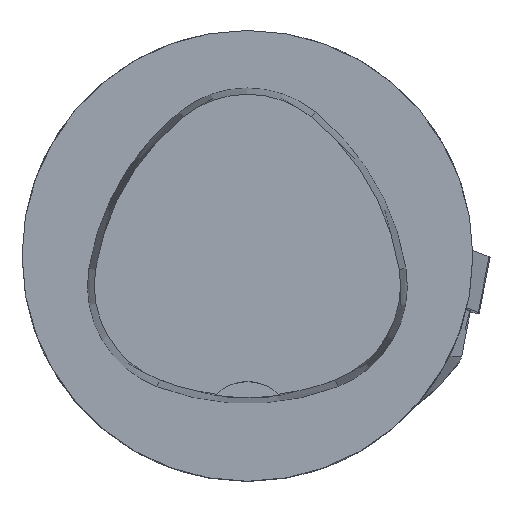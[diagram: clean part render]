
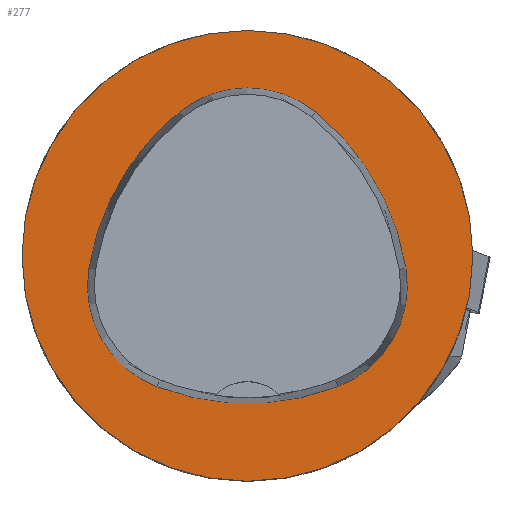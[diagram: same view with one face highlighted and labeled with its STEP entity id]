
A CAD part, top view. The second image highlights one B-rep face of the part: STEP entity #277.
In plain terms, the highlighted planar face has unit normal (0, 0, 1).
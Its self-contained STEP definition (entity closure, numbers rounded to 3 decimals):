
#277=ADVANCED_FACE('',(#691,#692),#351,.T.);
#351=PLANE('',#1889);
#691=FACE_BOUND('',#743,.T.);
#692=FACE_BOUND('',#744,.T.);
#743=EDGE_LOOP('',(#1010,#1011,#1012,#1013,#1014,#1015));
#744=EDGE_LOOP('',(#1016));
#1010=ORIENTED_EDGE('',*,*,#1572,.F.);
#1011=ORIENTED_EDGE('',*,*,#1567,.F.);
#1012=ORIENTED_EDGE('',*,*,#1562,.F.);
#1013=ORIENTED_EDGE('',*,*,#1559,.F.);
#1014=ORIENTED_EDGE('',*,*,#1556,.F.);
#1015=ORIENTED_EDGE('',*,*,#1552,.F.);
#1016=ORIENTED_EDGE('',*,*,#1543,.T.);
#1361=VERTEX_POINT('',#2820);
#1370=VERTEX_POINT('',#2839);
#1371=VERTEX_POINT('',#2840);
#1374=VERTEX_POINT('',#2848);
#1376=VERTEX_POINT('',#2854);
#1378=VERTEX_POINT('',#2860);
#1382=VERTEX_POINT('',#2873);
#1543=EDGE_CURVE('',#1361,#1361,#1692,.T.);
#1552=EDGE_CURVE('',#1370,#1371,#1693,.T.);
#1556=EDGE_CURVE('',#1371,#1374,#1695,.T.);
#1559=EDGE_CURVE('',#1374,#1376,#1697,.T.);
#1562=EDGE_CURVE('',#1376,#1378,#1699,.T.);
#1567=EDGE_CURVE('',#1378,#1382,#1702,.T.);
#1572=EDGE_CURVE('',#1382,#1370,#1705,.T.);
#1692=CIRCLE('',#1861,25.);
#1693=CIRCLE('',#1867,28.);
#1695=CIRCLE('',#1870,12.);
#1697=CIRCLE('',#1873,28.);
#1699=CIRCLE('',#1876,12.);
#1702=CIRCLE('',#1880,28.);
#1705=CIRCLE('',#1884,12.);
#1861=AXIS2_PLACEMENT_3D('',#2819,#2178,#2179);
#1867=AXIS2_PLACEMENT_3D('',#2838,#2194,#2195);
#1870=AXIS2_PLACEMENT_3D('',#2847,#2202,#2203);
#1873=AXIS2_PLACEMENT_3D('',#2853,#2209,#2210);
#1876=AXIS2_PLACEMENT_3D('',#2859,#2216,#2217);
#1880=AXIS2_PLACEMENT_3D('',#2872,#2225,#2226);
#1884=AXIS2_PLACEMENT_3D('',#2885,#2234,#2235);
#1889=AXIS2_PLACEMENT_3D('',#2890,#2244,#2245);
#2178=DIRECTION('',(0.,0.,1.));
#2179=DIRECTION('',(1.,0.,0.));
#2194=DIRECTION('',(0.,0.,1.));
#2195=DIRECTION('',(1.,0.,0.));
#2202=DIRECTION('',(0.,0.,1.));
#2203=DIRECTION('',(1.,0.,0.));
#2209=DIRECTION('',(0.,0.,1.));
#2210=DIRECTION('',(1.,0.,0.));
#2216=DIRECTION('',(0.,0.,1.));
#2217=DIRECTION('',(1.,0.,0.));
#2225=DIRECTION('',(0.,0.,1.));
#2226=DIRECTION('',(1.,0.,0.));
#2234=DIRECTION('',(0.,0.,1.));
#2235=DIRECTION('',(1.,0.,0.));
#2244=DIRECTION('',(0.,0.,1.));
#2245=DIRECTION('',(-1.,0.,0.));
#2819=CARTESIAN_POINT('',(0.,0.,0.));
#2820=CARTESIAN_POINT('',(25.,0.,0.));
#2838=CARTESIAN_POINT('',(-10.068,-5.824,0.));
#2839=CARTESIAN_POINT('',(17.584,-1.424,0.));
#2840=CARTESIAN_POINT('',(7.531,15.953,0.));
#2847=CARTESIAN_POINT('',(-0.011,6.62,0.));
#2848=CARTESIAN_POINT('',(-7.567,15.942,0.));
#2853=CARTESIAN_POINT('',(10.063,-5.81,0.));
#2854=CARTESIAN_POINT('',(-17.59,-1.418,0.));
#2859=CARTESIAN_POINT('',(-5.739,-3.3,0.));
#2860=CARTESIAN_POINT('',(-10.05,-14.499,0.));
#2872=CARTESIAN_POINT('',(0.01,11.631,0.));
#2873=CARTESIAN_POINT('',(10.025,-14.516,0.));
#2885=CARTESIAN_POINT('',(5.733,-3.31,0.));
#2890=CARTESIAN_POINT('',(0.,0.,0.));
